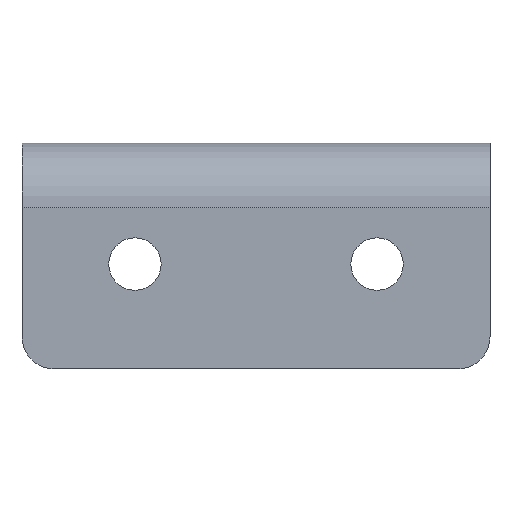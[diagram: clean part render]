
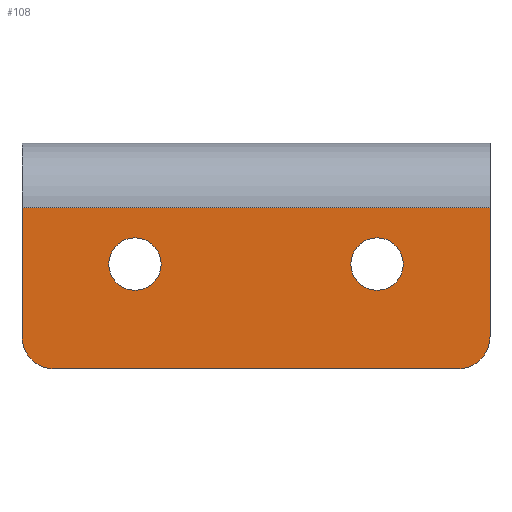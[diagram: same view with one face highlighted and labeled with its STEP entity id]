
A CAD part, front view. The second image highlights one B-rep face of the part: STEP entity #108.
In plain terms, the highlighted planar face has unit normal (0, -1, 0).
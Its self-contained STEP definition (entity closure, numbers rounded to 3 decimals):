
#34 = VERTEX_POINT ( 'NONE', #468 ) ;
#54 = LINE ( 'NONE', #143, #72 ) ;
#72 = VECTOR ( 'NONE', #612, 1000. ) ;
#80 = VERTEX_POINT ( 'NONE', #141 ) ;
#96 = EDGE_CURVE ( 'NONE', #834, #663, #767, .T. ) ;
#105 = CIRCLE ( 'NONE', #260, 2. ) ;
#108 = ADVANCED_FACE ( 'NONE', ( #402, #519, #481 ), #616, .F. ) ;
#110 = CARTESIAN_POINT ( 'NONE',  ( 0., 0., -12. ) ) ;
#121 = CARTESIAN_POINT ( 'NONE',  ( 22., 0., -7.5 ) ) ;
#140 = EDGE_CURVE ( 'NONE', #293, #768, #715, .T. ) ;
#141 = CARTESIAN_POINT ( 'NONE',  ( 0., 0., -4. ) ) ;
#143 = CARTESIAN_POINT ( 'NONE',  ( 29., 0., -14. ) ) ;
#146 = AXIS2_PLACEMENT_3D ( 'NONE', #249, #716, #315 ) ;
#149 = CARTESIAN_POINT ( 'NONE',  ( 29., 0., -4. ) ) ;
#158 = ORIENTED_EDGE ( 'NONE', *, *, #426, .T. ) ;
#162 = ORIENTED_EDGE ( 'NONE', *, *, #458, .T. ) ;
#185 = DIRECTION ( 'NONE',  ( 0., 0., 1. ) ) ;
#200 = CARTESIAN_POINT ( 'NONE',  ( 22., 0., -7.5 ) ) ;
#210 = DIRECTION ( 'NONE',  ( 0., 1., 0. ) ) ;
#225 = EDGE_LOOP ( 'NONE', ( #419, #366, #726, #648, #812, #162 ) ) ;
#229 = VERTEX_POINT ( 'NONE', #110 ) ;
#230 = DIRECTION ( 'NONE',  ( 0., 0., 1. ) ) ;
#237 = VECTOR ( 'NONE', #679, 1000. ) ;
#243 = EDGE_CURVE ( 'NONE', #229, #521, #573, .T. ) ;
#249 = CARTESIAN_POINT ( 'NONE',  ( 2., 0., -12. ) ) ;
#258 = EDGE_CURVE ( 'NONE', #845, #34, #262, .T. ) ;
#260 = AXIS2_PLACEMENT_3D ( 'NONE', #348, #808, #424 ) ;
#262 = CIRCLE ( 'NONE', #431, 1.625 ) ;
#270 = CARTESIAN_POINT ( 'NONE',  ( 7., 0., -7.5 ) ) ;
#272 = DIRECTION ( 'NONE',  ( 0., 0., 1. ) ) ;
#274 = CARTESIAN_POINT ( 'NONE',  ( 7., 0., -5.875 ) ) ;
#284 = DIRECTION ( 'NONE',  ( 0., 0., 1. ) ) ;
#286 = AXIS2_PLACEMENT_3D ( 'NONE', #610, #210, #677 ) ;
#293 = VERTEX_POINT ( 'NONE', #657 ) ;
#314 = CIRCLE ( 'NONE', #374, 1.625 ) ;
#315 = DIRECTION ( 'NONE',  ( 0., 0., 1. ) ) ;
#324 = LINE ( 'NONE', #421, #331 ) ;
#331 = VECTOR ( 'NONE', #473, 1000. ) ;
#334 = VECTOR ( 'NONE', #546, 1000. ) ;
#348 = CARTESIAN_POINT ( 'NONE',  ( 27., 0., -12. ) ) ;
#355 = ORIENTED_EDGE ( 'NONE', *, *, #671, .T. ) ;
#366 = ORIENTED_EDGE ( 'NONE', *, *, #243, .T. ) ;
#374 = AXIS2_PLACEMENT_3D ( 'NONE', #200, #669, #272 ) ;
#385 = AXIS2_PLACEMENT_3D ( 'NONE', #270, #636, #230 ) ;
#402 = FACE_BOUND ( 'NONE', #684, .T. ) ;
#419 = ORIENTED_EDGE ( 'NONE', *, *, #766, .T. ) ;
#421 = CARTESIAN_POINT ( 'NONE',  ( 0., 0., 0. ) ) ;
#424 = DIRECTION ( 'NONE',  ( 0., 0., 1. ) ) ;
#426 = EDGE_CURVE ( 'NONE', #768, #293, #764, .T. ) ;
#431 = AXIS2_PLACEMENT_3D ( 'NONE', #121, #588, #185 ) ;
#444 = EDGE_CURVE ( 'NONE', #682, #521, #54, .T. ) ;
#458 = EDGE_CURVE ( 'NONE', #834, #80, #509, .T. ) ;
#468 = CARTESIAN_POINT ( 'NONE',  ( 22., 0., -9.125 ) ) ;
#473 = DIRECTION ( 'NONE',  ( 0., 0., -1. ) ) ;
#481 = FACE_OUTER_BOUND ( 'NONE', #225, .T. ) ;
#509 = LINE ( 'NONE', #742, #334 ) ;
#519 = FACE_BOUND ( 'NONE', #842, .T. ) ;
#521 = VERTEX_POINT ( 'NONE', #702 ) ;
#546 = DIRECTION ( 'NONE',  ( -1., 0., 0. ) ) ;
#548 = CARTESIAN_POINT ( 'NONE',  ( 29., 0., 0. ) ) ;
#573 = CIRCLE ( 'NONE', #146, 2. ) ;
#583 = ORIENTED_EDGE ( 'NONE', *, *, #140, .T. ) ;
#588 = DIRECTION ( 'NONE',  ( 0., 1., 0. ) ) ;
#610 = CARTESIAN_POINT ( 'NONE',  ( 7., 0., -7.5 ) ) ;
#611 = CARTESIAN_POINT ( 'NONE',  ( 29., 0., 0. ) ) ;
#612 = DIRECTION ( 'NONE',  ( -1., 0., 0. ) ) ;
#616 = PLANE ( 'NONE',  #660 ) ;
#624 = CARTESIAN_POINT ( 'NONE',  ( 22., 0., -5.875 ) ) ;
#636 = DIRECTION ( 'NONE',  ( 0., 1., 0. ) ) ;
#648 = ORIENTED_EDGE ( 'NONE', *, *, #770, .T. ) ;
#657 = CARTESIAN_POINT ( 'NONE',  ( 7., 0., -9.125 ) ) ;
#660 = AXIS2_PLACEMENT_3D ( 'NONE', #548, #683, #284 ) ;
#663 = VERTEX_POINT ( 'NONE', #839 ) ;
#669 = DIRECTION ( 'NONE',  ( 0., 1., 0. ) ) ;
#671 = EDGE_CURVE ( 'NONE', #34, #845, #314, .T. ) ;
#677 = DIRECTION ( 'NONE',  ( 0., 0., 1. ) ) ;
#679 = DIRECTION ( 'NONE',  ( 0., 0., -1. ) ) ;
#682 = VERTEX_POINT ( 'NONE', #840 ) ;
#683 = DIRECTION ( 'NONE',  ( 0., 1., 0. ) ) ;
#684 = EDGE_LOOP ( 'NONE', ( #821, #355 ) ) ;
#702 = CARTESIAN_POINT ( 'NONE',  ( 2., 0., -14. ) ) ;
#715 = CIRCLE ( 'NONE', #385, 1.625 ) ;
#716 = DIRECTION ( 'NONE',  ( 0., -1., 0. ) ) ;
#726 = ORIENTED_EDGE ( 'NONE', *, *, #444, .F. ) ;
#742 = CARTESIAN_POINT ( 'NONE',  ( 29., 0., -4. ) ) ;
#764 = CIRCLE ( 'NONE', #286, 1.625 ) ;
#766 = EDGE_CURVE ( 'NONE', #80, #229, #324, .T. ) ;
#767 = LINE ( 'NONE', #611, #237 ) ;
#768 = VERTEX_POINT ( 'NONE', #274 ) ;
#770 = EDGE_CURVE ( 'NONE', #682, #663, #105, .T. ) ;
#808 = DIRECTION ( 'NONE',  ( 0., -1., 0. ) ) ;
#812 = ORIENTED_EDGE ( 'NONE', *, *, #96, .F. ) ;
#821 = ORIENTED_EDGE ( 'NONE', *, *, #258, .T. ) ;
#834 = VERTEX_POINT ( 'NONE', #149 ) ;
#839 = CARTESIAN_POINT ( 'NONE',  ( 29., 0., -12. ) ) ;
#840 = CARTESIAN_POINT ( 'NONE',  ( 27., 0., -14. ) ) ;
#842 = EDGE_LOOP ( 'NONE', ( #158, #583 ) ) ;
#845 = VERTEX_POINT ( 'NONE', #624 ) ;
